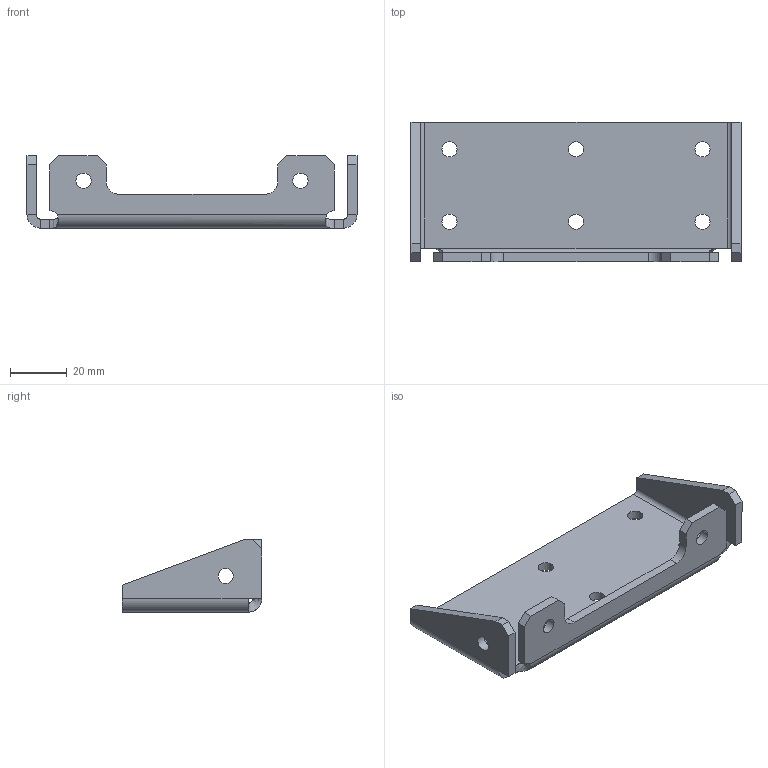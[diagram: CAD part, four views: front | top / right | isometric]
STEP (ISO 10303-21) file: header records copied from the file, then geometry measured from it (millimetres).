
FILE_DESCRIPTION (( 'STEP AP214' ), '1' );
FILE_NAME ('am-3961 AM14U4 2019 Front Bumper Bracket.STEP', '2018-09-11T21:08:05', ( '' ), ( '' ), 'SwSTEP 2.0', 'SolidWorks 2018', '' );
FILE_SCHEMA (( 'AUTOMOTIVE_DESIGN' ));
Length unit declared in the file: inch
Products named in the file (1): am-3961 AM14U4 2019 Front Bumper Bracket
Bounding box: 115.95 x 49.02 x 25.4 mm (x, y, z)
Volume: 25306.3 mm3; surface area: 17956.9 mm2
Topology: 1 solids, 1 shells, 60 faces, 153 edges, 95 vertices
Faces by surface type: plane 38, cylinder 20, bspline 2
Full cylindrical faces by diameter (mm): 5.334 x10
Entity records: 2004 total; most frequent: CARTESIAN_POINT 531, DIRECTION 286, ORIENTED_EDGE 280, EDGE_CURVE 140, LINE 96, VECTOR 96, AXIS2_PLACEMENT_3D 95, VERTEX_POINT 92
